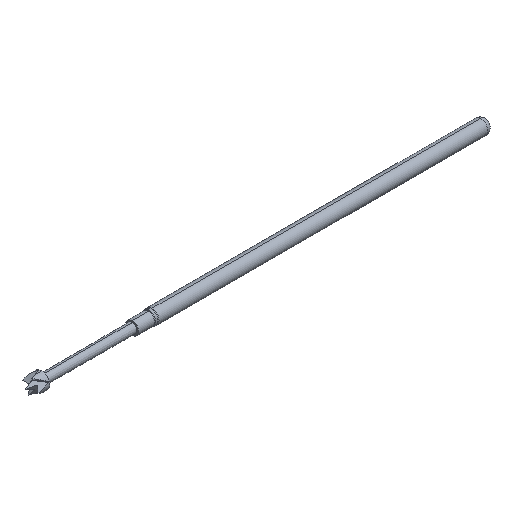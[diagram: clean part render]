
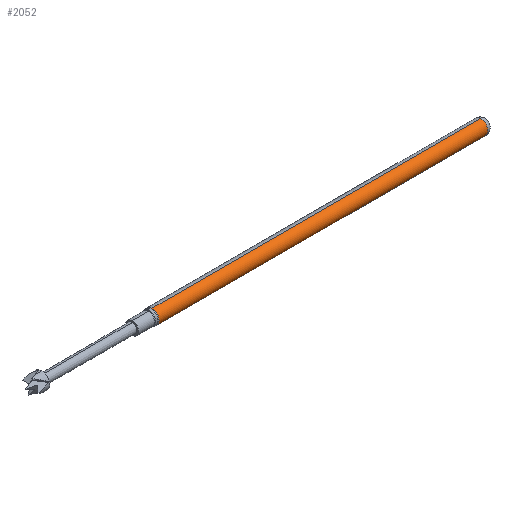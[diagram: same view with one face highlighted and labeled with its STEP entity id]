
A CAD part, isometric view. The second image highlights one B-rep face of the part: STEP entity #2052.
In plain terms, the highlighted cylindrical face has radius 0.51 mm (diameter 1.021 mm), a partial arc.
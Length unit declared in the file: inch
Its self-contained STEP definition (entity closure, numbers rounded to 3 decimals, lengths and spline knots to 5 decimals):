
#105 = VERTEX_POINT ( 'NONE', #2429 ) ;
#193 = DIRECTION ( 'NONE',  ( 0., 0., -1. ) ) ;
#241 = CARTESIAN_POINT ( 'NONE',  ( 0.056, 0., 0. ) ) ;
#257 = ORIENTED_EDGE ( 'NONE', *, *, #865, .F. ) ;
#563 = DIRECTION ( 'NONE',  ( -1., 0., 0. ) ) ;
#663 = CARTESIAN_POINT ( 'NONE',  ( 0.056, 0., 0.0201 ) ) ;
#734 = AXIS2_PLACEMENT_3D ( 'NONE', #3645, #563, #2752 ) ;
#778 = EDGE_CURVE ( 'NONE', #2558, #105, #3223, .T. ) ;
#865 = EDGE_CURVE ( 'NONE', #2558, #1370, #1157, .T. ) ;
#874 = ORIENTED_EDGE ( 'NONE', *, *, #2009, .F. ) ;
#895 = VECTOR ( 'NONE', #2434, 39.37008 ) ;
#1157 = LINE ( 'NONE', #3855, #1457 ) ;
#1170 = ORIENTED_EDGE ( 'NONE', *, *, #778, .T. ) ;
#1243 = CYLINDRICAL_SURFACE ( 'NONE', #734, 0.0201 ) ;
#1250 = CARTESIAN_POINT ( 'NONE',  ( 0.056, 0., -0.0201 ) ) ;
#1363 = CARTESIAN_POINT ( 'NONE',  ( 0., 0., 0.0201 ) ) ;
#1370 = VERTEX_POINT ( 'NONE', #1250 ) ;
#1457 = VECTOR ( 'NONE', #2332, 39.37008 ) ;
#1599 = AXIS2_PLACEMENT_3D ( 'NONE', #2390, #2994, #193 ) ;
#1632 = LINE ( 'NONE', #1363, #895 ) ;
#1805 = DIRECTION ( 'NONE',  ( 0., 0., -1. ) ) ;
#1878 = CIRCLE ( 'NONE', #2270, 0.0201 ) ;
#2009 = EDGE_CURVE ( 'NONE', #1370, #2916, #1878, .T. ) ;
#2052 = ADVANCED_FACE ( 'NONE', ( #2695 ), #1243, .T. ) ;
#2268 = CARTESIAN_POINT ( 'NONE',  ( 0.985, 0., -0.0201 ) ) ;
#2270 = AXIS2_PLACEMENT_3D ( 'NONE', #241, #3029, #1805 ) ;
#2332 = DIRECTION ( 'NONE',  ( -1., 0., 0. ) ) ;
#2385 = ORIENTED_EDGE ( 'NONE', *, *, #2857, .T. ) ;
#2390 = CARTESIAN_POINT ( 'NONE',  ( 0.985, 0., 0. ) ) ;
#2429 = CARTESIAN_POINT ( 'NONE',  ( 0.985, 0., 0.0201 ) ) ;
#2434 = DIRECTION ( 'NONE',  ( -1., 0., 0. ) ) ;
#2558 = VERTEX_POINT ( 'NONE', #2268 ) ;
#2619 = EDGE_LOOP ( 'NONE', ( #1170, #2385, #874, #257 ) ) ;
#2695 = FACE_OUTER_BOUND ( 'NONE', #2619, .T. ) ;
#2752 = DIRECTION ( 'NONE',  ( 0., 0., -1. ) ) ;
#2857 = EDGE_CURVE ( 'NONE', #105, #2916, #1632, .T. ) ;
#2916 = VERTEX_POINT ( 'NONE', #663 ) ;
#2994 = DIRECTION ( 'NONE',  ( -1., 0., 0. ) ) ;
#3029 = DIRECTION ( 'NONE',  ( -1., 0., 0. ) ) ;
#3223 = CIRCLE ( 'NONE', #1599, 0.0201 ) ;
#3645 = CARTESIAN_POINT ( 'NONE',  ( 0., 0., 0. ) ) ;
#3855 = CARTESIAN_POINT ( 'NONE',  ( 0., 0., -0.0201 ) ) ;
